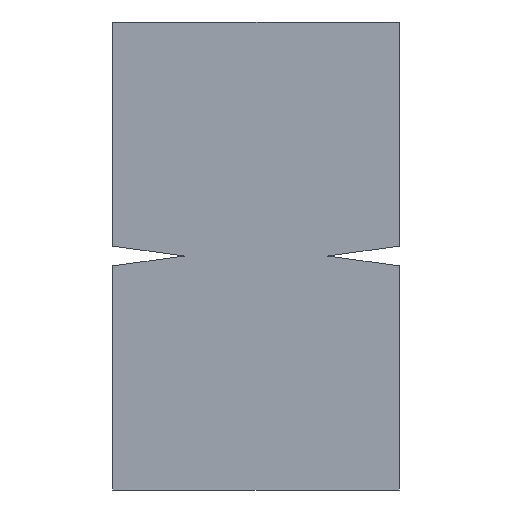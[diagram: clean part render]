
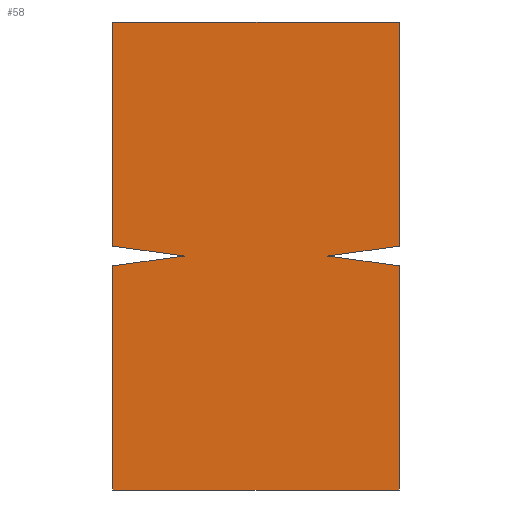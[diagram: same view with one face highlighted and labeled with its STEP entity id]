
A CAD part, top view. The second image highlights one B-rep face of the part: STEP entity #58.
In plain terms, the highlighted planar face has unit normal (0, 0, 1).
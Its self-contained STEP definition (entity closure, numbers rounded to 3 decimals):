
#1 = DIRECTION ( 'NONE',  ( 0., -1., 0. ) ) ;
#3 = CARTESIAN_POINT ( 'NONE',  ( 100., -3.454, 0. ) ) ;
#4 = ORIENTED_EDGE ( 'NONE', *, *, #76, .T. ) ;
#5 = VECTOR ( 'NONE', #11, 1000. ) ;
#7 = EDGE_CURVE ( 'NONE', #73, #59, #47, .T. ) ;
#8 = VECTOR ( 'NONE', #1, 1000. ) ;
#9 = CARTESIAN_POINT ( 'NONE',  ( 25., 0., 0. ) ) ;
#10 = CARTESIAN_POINT ( 'NONE',  ( 100., 81.633, 0. ) ) ;
#11 = DIRECTION ( 'NONE',  ( -0.991, -0.137, 0. ) ) ;
#12 = CARTESIAN_POINT ( 'NONE',  ( 100., 81.633, 0. ) ) ;
#13 = EDGE_CURVE ( 'NONE', #112, #107, #98, .T. ) ;
#14 = VERTEX_POINT ( 'NONE', #82 ) ;
#17 = LINE ( 'NONE', #32, #8 ) ;
#19 = DIRECTION ( 'NONE',  ( -1., 0., 0. ) ) ;
#20 = CARTESIAN_POINT ( 'NONE',  ( 0., 3.454, 0. ) ) ;
#21 = LINE ( 'NONE', #27, #87 ) ;
#22 = CARTESIAN_POINT ( 'NONE',  ( 75., 0., 0. ) ) ;
#23 = VERTEX_POINT ( 'NONE', #45 ) ;
#24 = EDGE_CURVE ( 'NONE', #75, #112, #17, .T. ) ;
#27 = CARTESIAN_POINT ( 'NONE',  ( 75., 0., 0. ) ) ;
#28 = CARTESIAN_POINT ( 'NONE',  ( 100., -81.633, 0. ) ) ;
#29 = EDGE_CURVE ( 'NONE', #40, #75, #70, .T. ) ;
#30 = FACE_OUTER_BOUND ( 'NONE', #108, .T. ) ;
#31 = CARTESIAN_POINT ( 'NONE',  ( 0., 0., 0. ) ) ;
#32 = CARTESIAN_POINT ( 'NONE',  ( 0., -3.454, 0. ) ) ;
#33 = VERTEX_POINT ( 'NONE', #12 ) ;
#35 = ORIENTED_EDGE ( 'NONE', *, *, #24, .T. ) ;
#37 = DIRECTION ( 'NONE',  ( 0.991, 0.137, 0. ) ) ;
#38 = CARTESIAN_POINT ( 'NONE',  ( 0., -3.454, 0. ) ) ;
#39 = ORIENTED_EDGE ( 'NONE', *, *, #13, .T. ) ;
#40 = VERTEX_POINT ( 'NONE', #91 ) ;
#42 = VECTOR ( 'NONE', #65, 1000. ) ;
#44 = CARTESIAN_POINT ( 'NONE',  ( 100., 3.454, 0. ) ) ;
#45 = CARTESIAN_POINT ( 'NONE',  ( 100., -3.454, 0. ) ) ;
#46 = CARTESIAN_POINT ( 'NONE',  ( 75., 0., 0. ) ) ;
#47 = LINE ( 'NONE', #22, #94 ) ;
#48 = ORIENTED_EDGE ( 'NONE', *, *, #106, .T. ) ;
#51 = VECTOR ( 'NONE', #102, 1000. ) ;
#54 = DIRECTION ( 'NONE',  ( 0., 0., -1. ) ) ;
#55 = DIRECTION ( 'NONE',  ( 0., 1., 0. ) ) ;
#56 = CARTESIAN_POINT ( 'NONE',  ( 0., -81.633, 0. ) ) ;
#57 = CARTESIAN_POINT ( 'NONE',  ( 25., 0., 0. ) ) ;
#58 = ADVANCED_FACE ( 'NONE', ( #30 ), #62, .F. ) ;
#59 = VERTEX_POINT ( 'NONE', #44 ) ;
#60 = VECTOR ( 'NONE', #72, 1000. ) ;
#61 = EDGE_CURVE ( 'NONE', #33, #14, #71, .T. ) ;
#62 = PLANE ( 'NONE',  #78 ) ;
#63 = CARTESIAN_POINT ( 'NONE',  ( 0., 81.633, 0. ) ) ;
#64 = LINE ( 'NONE', #63, #104 ) ;
#65 = DIRECTION ( 'NONE',  ( -1., 0., 0. ) ) ;
#66 = LINE ( 'NONE', #57, #111 ) ;
#67 = VECTOR ( 'NONE', #55, 1000. ) ;
#68 = EDGE_CURVE ( 'NONE', #23, #73, #21, .T. ) ;
#70 = LINE ( 'NONE', #9, #5 ) ;
#71 = LINE ( 'NONE', #88, #42 ) ;
#72 = DIRECTION ( 'NONE',  ( 0., 1., 0. ) ) ;
#73 = VERTEX_POINT ( 'NONE', #46 ) ;
#74 = ORIENTED_EDGE ( 'NONE', *, *, #7, .T. ) ;
#75 = VERTEX_POINT ( 'NONE', #38 ) ;
#76 = EDGE_CURVE ( 'NONE', #14, #86, #64, .T. ) ;
#78 = AXIS2_PLACEMENT_3D ( 'NONE', #31, #54, #19 ) ;
#79 = DIRECTION ( 'NONE',  ( -0.991, 0.137, 0. ) ) ;
#80 = EDGE_CURVE ( 'NONE', #107, #23, #97, .T. ) ;
#81 = CARTESIAN_POINT ( 'NONE',  ( 100., -81.633, 0. ) ) ;
#82 = CARTESIAN_POINT ( 'NONE',  ( 0., 81.633, 0. ) ) ;
#83 = DIRECTION ( 'NONE',  ( 0.991, -0.137, 0. ) ) ;
#86 = VERTEX_POINT ( 'NONE', #20 ) ;
#87 = VECTOR ( 'NONE', #79, 1000. ) ;
#88 = CARTESIAN_POINT ( 'NONE',  ( 0., 81.633, 0. ) ) ;
#89 = EDGE_CURVE ( 'NONE', #59, #33, #90, .T. ) ;
#90 = LINE ( 'NONE', #10, #60 ) ;
#91 = CARTESIAN_POINT ( 'NONE',  ( 25., 0., 0. ) ) ;
#92 = ORIENTED_EDGE ( 'NONE', *, *, #29, .T. ) ;
#93 = ORIENTED_EDGE ( 'NONE', *, *, #68, .T. ) ;
#94 = VECTOR ( 'NONE', #37, 1000. ) ;
#95 = ORIENTED_EDGE ( 'NONE', *, *, #80, .T. ) ;
#96 = DIRECTION ( 'NONE',  ( 0., -1., 0. ) ) ;
#97 = LINE ( 'NONE', #3, #67 ) ;
#98 = LINE ( 'NONE', #28, #51 ) ;
#101 = ORIENTED_EDGE ( 'NONE', *, *, #61, .T. ) ;
#102 = DIRECTION ( 'NONE',  ( 1., 0., 0. ) ) ;
#104 = VECTOR ( 'NONE', #96, 1000. ) ;
#105 = ORIENTED_EDGE ( 'NONE', *, *, #89, .T. ) ;
#106 = EDGE_CURVE ( 'NONE', #86, #40, #66, .T. ) ;
#107 = VERTEX_POINT ( 'NONE', #81 ) ;
#108 = EDGE_LOOP ( 'NONE', ( #35, #39, #95, #93, #74, #105, #101, #4, #48, #92 ) ) ;
#111 = VECTOR ( 'NONE', #83, 1000. ) ;
#112 = VERTEX_POINT ( 'NONE', #56 ) ;
